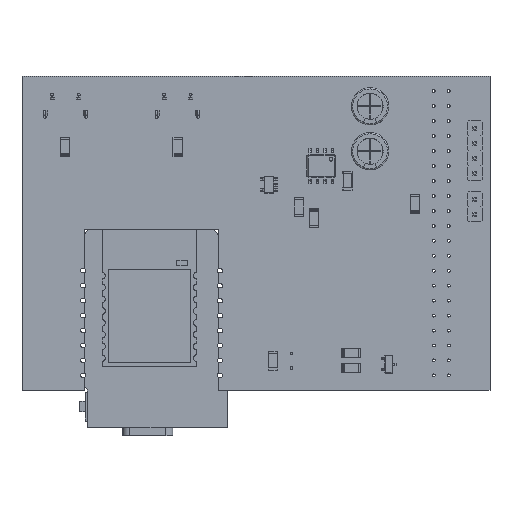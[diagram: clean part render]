
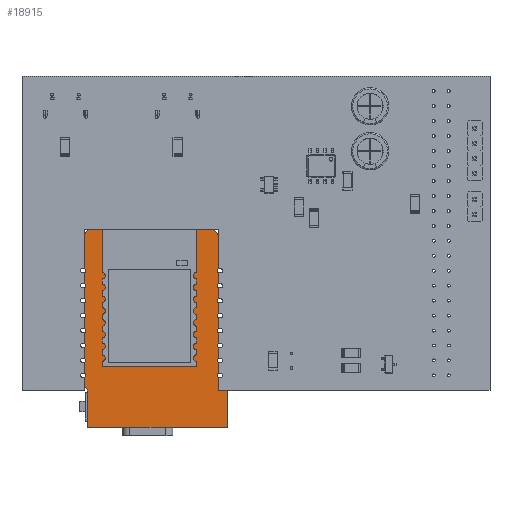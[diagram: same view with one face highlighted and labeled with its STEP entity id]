
A CAD part, top view. The second image highlights one B-rep face of the part: STEP entity #18915.
In plain terms, the highlighted face is planar.
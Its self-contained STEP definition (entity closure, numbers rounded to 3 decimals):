
#18056 = VERTEX_POINT('',#18057);
#18057 = CARTESIAN_POINT('',(0.2,1.5,3.518));
#18063 = EDGE_CURVE('',#18064,#18056,#18066,.T.);
#18064 = VERTEX_POINT('',#18065);
#18065 = CARTESIAN_POINT('',(2.888,1.5,0.));
#18066 = LINE('',#18067,#18068);
#18067 = CARTESIAN_POINT('',(0.636,1.5,2.947));
#18068 = VECTOR('',#18069,1.);
#18069 = DIRECTION('',(-0.607,0.,0.795));
#18096 = VERTEX_POINT('',#18097);
#18097 = CARTESIAN_POINT('',(23.126,1.5,0.));
#18103 = EDGE_CURVE('',#18104,#18096,#18106,.T.);
#18104 = VERTEX_POINT('',#18105);
#18105 = CARTESIAN_POINT('',(25.95,1.5,3.653));
#18106 = LINE('',#18107,#18108);
#18107 = CARTESIAN_POINT('',(26.8,1.5,4.752));
#18108 = VECTOR('',#18109,1.);
#18109 = DIRECTION('',(-0.612,0.,-0.791));
#18135 = VERTEX_POINT('',#18136);
#18136 = CARTESIAN_POINT('',(0.2,1.5,27.04));
#18142 = EDGE_CURVE('',#18056,#18135,#18143,.T.);
#18143 = LINE('',#18144,#18145);
#18144 = CARTESIAN_POINT('',(0.2,1.5,27.04));
#18145 = VECTOR('',#18146,1.);
#18146 = DIRECTION('',(0.,0.,1.));
#18389 = VERTEX_POINT('',#18390);
#18390 = CARTESIAN_POINT('',(0.9,1.5,17.86));
#18396 = EDGE_CURVE('',#18389,#18389,#18397,.T.);
#18397 = CIRCLE('',#18398,0.5);
#18398 = AXIS2_PLACEMENT_3D('',#18399,#18400,#18401);
#18399 = CARTESIAN_POINT('',(1.4,1.5,17.86));
#18400 = DIRECTION('',(0.,-1.,0.));
#18401 = DIRECTION('',(1.,0.,0.));
#18414 = VERTEX_POINT('',#18415);
#18415 = CARTESIAN_POINT('',(0.9,1.5,10.24));
#18421 = EDGE_CURVE('',#18414,#18414,#18422,.T.);
#18422 = CIRCLE('',#18423,0.5);
#18423 = AXIS2_PLACEMENT_3D('',#18424,#18425,#18426);
#18424 = CARTESIAN_POINT('',(1.4,1.5,10.24));
#18425 = DIRECTION('',(0.,-1.,0.));
#18426 = DIRECTION('',(1.,0.,0.));
#18439 = VERTEX_POINT('',#18440);
#18440 = CARTESIAN_POINT('',(24.25,1.5,25.48));
#18446 = EDGE_CURVE('',#18439,#18439,#18447,.T.);
#18447 = CIRCLE('',#18448,0.5);
#18448 = AXIS2_PLACEMENT_3D('',#18449,#18450,#18451);
#18449 = CARTESIAN_POINT('',(24.75,1.5,25.48));
#18450 = DIRECTION('',(0.,-1.,0.));
#18451 = DIRECTION('',(1.,0.,0.));
#18464 = VERTEX_POINT('',#18465);
#18465 = CARTESIAN_POINT('',(24.25,1.5,7.7));
#18471 = EDGE_CURVE('',#18464,#18464,#18472,.T.);
#18472 = CIRCLE('',#18473,0.5);
#18473 = AXIS2_PLACEMENT_3D('',#18474,#18475,#18476);
#18474 = CARTESIAN_POINT('',(24.75,1.5,7.7));
#18475 = DIRECTION('',(0.,-1.,0.));
#18476 = DIRECTION('',(1.,0.,0.));
#18489 = VERTEX_POINT('',#18490);
#18490 = CARTESIAN_POINT('',(24.25,1.5,12.78));
#18496 = EDGE_CURVE('',#18489,#18489,#18497,.T.);
#18497 = CIRCLE('',#18498,0.5);
#18498 = AXIS2_PLACEMENT_3D('',#18499,#18500,#18501);
#18499 = CARTESIAN_POINT('',(24.75,1.5,12.78));
#18500 = DIRECTION('',(0.,-1.,0.));
#18501 = DIRECTION('',(1.,0.,0.));
#18514 = VERTEX_POINT('',#18515);
#18515 = CARTESIAN_POINT('',(24.25,1.5,10.24));
#18521 = EDGE_CURVE('',#18514,#18514,#18522,.T.);
#18522 = CIRCLE('',#18523,0.5);
#18523 = AXIS2_PLACEMENT_3D('',#18524,#18525,#18526);
#18524 = CARTESIAN_POINT('',(24.75,1.5,10.24));
#18525 = DIRECTION('',(0.,-1.,0.));
#18526 = DIRECTION('',(1.,0.,0.));
#18539 = VERTEX_POINT('',#18540);
#18540 = CARTESIAN_POINT('',(0.9,1.5,20.4));
#18546 = EDGE_CURVE('',#18539,#18539,#18547,.T.);
#18547 = CIRCLE('',#18548,0.5);
#18548 = AXIS2_PLACEMENT_3D('',#18549,#18550,#18551);
#18549 = CARTESIAN_POINT('',(1.4,1.5,20.4));
#18550 = DIRECTION('',(0.,-1.,0.));
#18551 = DIRECTION('',(1.,0.,0.));
#18564 = VERTEX_POINT('',#18565);
#18565 = CARTESIAN_POINT('',(0.9,1.5,22.94));
#18571 = EDGE_CURVE('',#18564,#18564,#18572,.T.);
#18572 = CIRCLE('',#18573,0.5);
#18573 = AXIS2_PLACEMENT_3D('',#18574,#18575,#18576);
#18574 = CARTESIAN_POINT('',(1.4,1.5,22.94));
#18575 = DIRECTION('',(0.,-1.,0.));
#18576 = DIRECTION('',(1.,0.,0.));
#18589 = VERTEX_POINT('',#18590);
#18590 = CARTESIAN_POINT('',(0.9,1.5,15.32));
#18596 = EDGE_CURVE('',#18589,#18589,#18597,.T.);
#18597 = CIRCLE('',#18598,0.5);
#18598 = AXIS2_PLACEMENT_3D('',#18599,#18600,#18601);
#18599 = CARTESIAN_POINT('',(1.4,1.5,15.32));
#18600 = DIRECTION('',(0.,-1.,0.));
#18601 = DIRECTION('',(1.,0.,0.));
#18614 = VERTEX_POINT('',#18615);
#18615 = CARTESIAN_POINT('',(24.25,1.5,22.94));
#18621 = EDGE_CURVE('',#18614,#18614,#18622,.T.);
#18622 = CIRCLE('',#18623,0.5);
#18623 = AXIS2_PLACEMENT_3D('',#18624,#18625,#18626);
#18624 = CARTESIAN_POINT('',(24.75,1.5,22.94));
#18625 = DIRECTION('',(0.,-1.,0.));
#18626 = DIRECTION('',(1.,0.,0.));
#18639 = VERTEX_POINT('',#18640);
#18640 = CARTESIAN_POINT('',(24.25,1.5,20.4));
#18646 = EDGE_CURVE('',#18639,#18639,#18647,.T.);
#18647 = CIRCLE('',#18648,0.5);
#18648 = AXIS2_PLACEMENT_3D('',#18649,#18650,#18651);
#18649 = CARTESIAN_POINT('',(24.75,1.5,20.4));
#18650 = DIRECTION('',(0.,-1.,0.));
#18651 = DIRECTION('',(1.,0.,0.));
#18664 = VERTEX_POINT('',#18665);
#18665 = CARTESIAN_POINT('',(0.9,1.5,7.7));
#18671 = EDGE_CURVE('',#18664,#18664,#18672,.T.);
#18672 = CIRCLE('',#18673,0.5);
#18673 = AXIS2_PLACEMENT_3D('',#18674,#18675,#18676);
#18674 = CARTESIAN_POINT('',(1.4,1.5,7.7));
#18675 = DIRECTION('',(0.,-1.,0.));
#18676 = DIRECTION('',(1.,0.,0.));
#18689 = VERTEX_POINT('',#18690);
#18690 = CARTESIAN_POINT('',(24.25,1.5,15.32));
#18696 = EDGE_CURVE('',#18689,#18689,#18697,.T.);
#18697 = CIRCLE('',#18698,0.5);
#18698 = AXIS2_PLACEMENT_3D('',#18699,#18700,#18701);
#18699 = CARTESIAN_POINT('',(24.75,1.5,15.32));
#18700 = DIRECTION('',(0.,-1.,0.));
#18701 = DIRECTION('',(1.,0.,0.));
#18714 = VERTEX_POINT('',#18715);
#18715 = CARTESIAN_POINT('',(24.25,1.5,17.86));
#18721 = EDGE_CURVE('',#18714,#18714,#18722,.T.);
#18722 = CIRCLE('',#18723,0.5);
#18723 = AXIS2_PLACEMENT_3D('',#18724,#18725,#18726);
#18724 = CARTESIAN_POINT('',(24.75,1.5,17.86));
#18725 = DIRECTION('',(0.,-1.,0.));
#18726 = DIRECTION('',(1.,0.,0.));
#18739 = VERTEX_POINT('',#18740);
#18740 = CARTESIAN_POINT('',(0.9,1.5,12.78));
#18746 = EDGE_CURVE('',#18739,#18739,#18747,.T.);
#18747 = CIRCLE('',#18748,0.5);
#18748 = AXIS2_PLACEMENT_3D('',#18749,#18750,#18751);
#18749 = CARTESIAN_POINT('',(1.4,1.5,12.78));
#18750 = DIRECTION('',(0.,-1.,0.));
#18751 = DIRECTION('',(1.,0.,0.));
#18764 = VERTEX_POINT('',#18765);
#18765 = CARTESIAN_POINT('',(0.9,1.5,25.48));
#18771 = EDGE_CURVE('',#18764,#18764,#18772,.T.);
#18772 = CIRCLE('',#18773,0.5);
#18773 = AXIS2_PLACEMENT_3D('',#18774,#18775,#18776);
#18774 = CARTESIAN_POINT('',(1.4,1.5,25.48));
#18775 = DIRECTION('',(0.,-1.,0.));
#18776 = DIRECTION('',(1.,0.,0.));
#18790 = VERTEX_POINT('',#18791);
#18791 = CARTESIAN_POINT('',(2.232,1.5,34.24));
#18797 = EDGE_CURVE('',#18798,#18790,#18800,.T.);
#18798 = VERTEX_POINT('',#18799);
#18799 = CARTESIAN_POINT('',(2.232,1.5,28.383));
#18800 = LINE('',#18801,#18802);
#18801 = CARTESIAN_POINT('',(2.232,1.5,34.24));
#18802 = VECTOR('',#18803,1.);
#18803 = DIRECTION('',(0.,0.,1.));
#18820 = VERTEX_POINT('',#18821);
#18821 = CARTESIAN_POINT('',(0.89,1.5,27.04));
#18827 = EDGE_CURVE('',#18820,#18798,#18828,.T.);
#18828 = CIRCLE('',#18829,1.342);
#18829 = AXIS2_PLACEMENT_3D('',#18830,#18831,#18832);
#18830 = CARTESIAN_POINT('',(0.89,1.5,28.383));
#18831 = DIRECTION('',(0.,-1.,0.));
#18832 = DIRECTION('',(1.,0.,0.));
#18846 = EDGE_CURVE('',#18135,#18820,#18847,.T.);
#18847 = LINE('',#18848,#18849);
#18848 = CARTESIAN_POINT('',(0.2,1.5,27.04));
#18849 = VECTOR('',#18850,1.);
#18850 = DIRECTION('',(1.,0.,0.));
#18862 = EDGE_CURVE('',#18096,#18064,#18863,.T.);
#18863 = LINE('',#18864,#18865);
#18864 = CARTESIAN_POINT('',(2.089,1.5,0.));
#18865 = VECTOR('',#18866,1.);
#18866 = DIRECTION('',(-1.,0.,0.));
#18879 = EDGE_CURVE('',#18880,#18104,#18882,.T.);
#18880 = VERTEX_POINT('',#18881);
#18881 = CARTESIAN_POINT('',(25.95,1.5,34.24));
#18882 = LINE('',#18883,#18884);
#18883 = CARTESIAN_POINT('',(25.95,1.5,1.719));
#18884 = VECTOR('',#18885,1.);
#18885 = DIRECTION('',(0.,0.,-1.));
#18904 = EDGE_CURVE('',#18790,#18880,#18905,.T.);
#18905 = LINE('',#18906,#18907);
#18906 = CARTESIAN_POINT('',(7.59,1.5,34.24));
#18907 = VECTOR('',#18908,1.);
#18908 = DIRECTION('',(1.,0.,0.));
#18915 = ADVANCED_FACE('',(#18916,#18927,#18930,#18933,#18936,#18939,
    #18942,#18945,#18948,#18951,#18954,#18957,#18960,#18963,#18966,
    #18969,#18972),#18975,.T.);
#18916 = FACE_BOUND('',#18917,.T.);
#18917 = EDGE_LOOP('',(#18918,#18919,#18920,#18921,#18922,#18923,#18924,
    #18925,#18926));
#18918 = ORIENTED_EDGE('',*,*,#18063,.T.);
#18919 = ORIENTED_EDGE('',*,*,#18142,.T.);
#18920 = ORIENTED_EDGE('',*,*,#18846,.T.);
#18921 = ORIENTED_EDGE('',*,*,#18827,.T.);
#18922 = ORIENTED_EDGE('',*,*,#18797,.T.);
#18923 = ORIENTED_EDGE('',*,*,#18904,.T.);
#18924 = ORIENTED_EDGE('',*,*,#18879,.T.);
#18925 = ORIENTED_EDGE('',*,*,#18103,.T.);
#18926 = ORIENTED_EDGE('',*,*,#18862,.T.);
#18927 = FACE_BOUND('',#18928,.T.);
#18928 = EDGE_LOOP('',(#18929));
#18929 = ORIENTED_EDGE('',*,*,#18396,.T.);
#18930 = FACE_BOUND('',#18931,.T.);
#18931 = EDGE_LOOP('',(#18932));
#18932 = ORIENTED_EDGE('',*,*,#18421,.T.);
#18933 = FACE_BOUND('',#18934,.T.);
#18934 = EDGE_LOOP('',(#18935));
#18935 = ORIENTED_EDGE('',*,*,#18446,.T.);
#18936 = FACE_BOUND('',#18937,.T.);
#18937 = EDGE_LOOP('',(#18938));
#18938 = ORIENTED_EDGE('',*,*,#18471,.T.);
#18939 = FACE_BOUND('',#18940,.T.);
#18940 = EDGE_LOOP('',(#18941));
#18941 = ORIENTED_EDGE('',*,*,#18496,.T.);
#18942 = FACE_BOUND('',#18943,.T.);
#18943 = EDGE_LOOP('',(#18944));
#18944 = ORIENTED_EDGE('',*,*,#18521,.T.);
#18945 = FACE_BOUND('',#18946,.T.);
#18946 = EDGE_LOOP('',(#18947));
#18947 = ORIENTED_EDGE('',*,*,#18546,.T.);
#18948 = FACE_BOUND('',#18949,.T.);
#18949 = EDGE_LOOP('',(#18950));
#18950 = ORIENTED_EDGE('',*,*,#18571,.T.);
#18951 = FACE_BOUND('',#18952,.T.);
#18952 = EDGE_LOOP('',(#18953));
#18953 = ORIENTED_EDGE('',*,*,#18596,.T.);
#18954 = FACE_BOUND('',#18955,.T.);
#18955 = EDGE_LOOP('',(#18956));
#18956 = ORIENTED_EDGE('',*,*,#18621,.T.);
#18957 = FACE_BOUND('',#18958,.T.);
#18958 = EDGE_LOOP('',(#18959));
#18959 = ORIENTED_EDGE('',*,*,#18646,.T.);
#18960 = FACE_BOUND('',#18961,.T.);
#18961 = EDGE_LOOP('',(#18962));
#18962 = ORIENTED_EDGE('',*,*,#18671,.T.);
#18963 = FACE_BOUND('',#18964,.T.);
#18964 = EDGE_LOOP('',(#18965));
#18965 = ORIENTED_EDGE('',*,*,#18696,.T.);
#18966 = FACE_BOUND('',#18967,.T.);
#18967 = EDGE_LOOP('',(#18968));
#18968 = ORIENTED_EDGE('',*,*,#18721,.T.);
#18969 = FACE_BOUND('',#18970,.T.);
#18970 = EDGE_LOOP('',(#18971));
#18971 = ORIENTED_EDGE('',*,*,#18746,.T.);
#18972 = FACE_BOUND('',#18973,.T.);
#18973 = EDGE_LOOP('',(#18974));
#18974 = ORIENTED_EDGE('',*,*,#18771,.T.);
#18975 = PLANE('',#18976);
#18976 = AXIS2_PLACEMENT_3D('',#18977,#18978,#18979);
#18977 = CARTESIAN_POINT('',(13.075,1.5,17.12));
#18978 = DIRECTION('',(0.,1.,0.));
#18979 = DIRECTION('',(1.,0.,0.));
